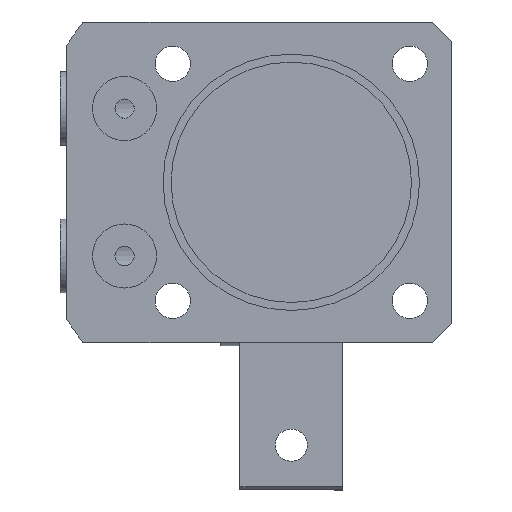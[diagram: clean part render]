
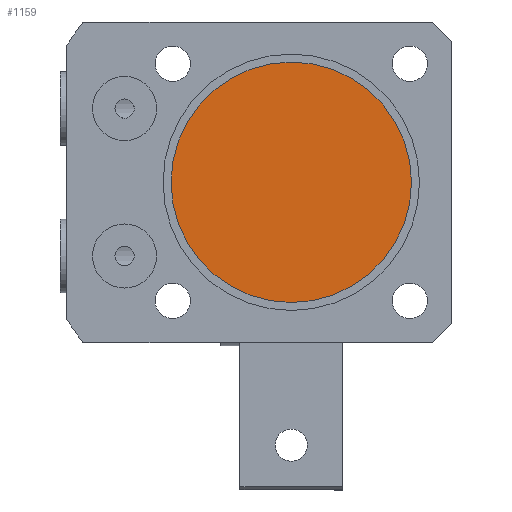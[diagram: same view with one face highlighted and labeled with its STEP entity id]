
A CAD part, front view. The second image highlights one B-rep face of the part: STEP entity #1159.
In plain terms, the highlighted planar face has unit normal (0, -1, 0).
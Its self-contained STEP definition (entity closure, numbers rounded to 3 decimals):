
#1159 = ADVANCED_FACE ( 'NONE', ( #4029 ), #8209, .F. ) ;
#3132 = DIRECTION ( 'NONE',  ( 0., 0., -1. ) ) ;
#3133 = DIRECTION ( 'NONE',  ( 0., 1., 0. ) ) ;
#3134 = CARTESIAN_POINT ( 'NONE',  ( 0., 0., 0. ) ) ;
#3730 = AXIS2_PLACEMENT_3D ( 'NONE', #3134, #3133, #3132 ) ;
#4029 = FACE_OUTER_BOUND ( 'NONE', #10612, .T. ) ;
#6517 = EDGE_CURVE ( 'NONE', #7109, #7177, #7561, .T. ) ;
#6760 = ORIENTED_EDGE ( 'NONE', *, *, #6517, .F. ) ;
#6792 = ORIENTED_EDGE ( 'NONE', *, *, #8598, .F. ) ;
#7109 = VERTEX_POINT ( 'NONE', #10082 ) ;
#7177 = VERTEX_POINT ( 'NONE', #10016 ) ;
#7194 = CIRCLE ( 'NONE', #3730, 18.75 ) ;
#7561 = CIRCLE ( 'NONE', #7944, 18.75 ) ;
#7944 = AXIS2_PLACEMENT_3D ( 'NONE', #11371, #11370, #11369 ) ;
#8204 = DIRECTION ( 'NONE',  ( 0., 0., 1. ) ) ;
#8205 = DIRECTION ( 'NONE',  ( 0., 1., 0. ) ) ;
#8209 = PLANE ( 'NONE',  #10560 ) ;
#8215 = CARTESIAN_POINT ( 'NONE',  ( 0., 0., 0. ) ) ;
#8598 = EDGE_CURVE ( 'NONE', #7177, #7109, #7194, .T. ) ;
#10016 = CARTESIAN_POINT ( 'NONE',  ( 0., 0., -18.75 ) ) ;
#10082 = CARTESIAN_POINT ( 'NONE',  ( 0., 0., 18.75 ) ) ;
#10560 = AXIS2_PLACEMENT_3D ( 'NONE', #8215, #8205, #8204 ) ;
#10612 = EDGE_LOOP ( 'NONE', ( #6792, #6760 ) ) ;
#11369 = DIRECTION ( 'NONE',  ( 0., 0., -1. ) ) ;
#11370 = DIRECTION ( 'NONE',  ( 0., 1., 0. ) ) ;
#11371 = CARTESIAN_POINT ( 'NONE',  ( 0., 0., 0. ) ) ;
